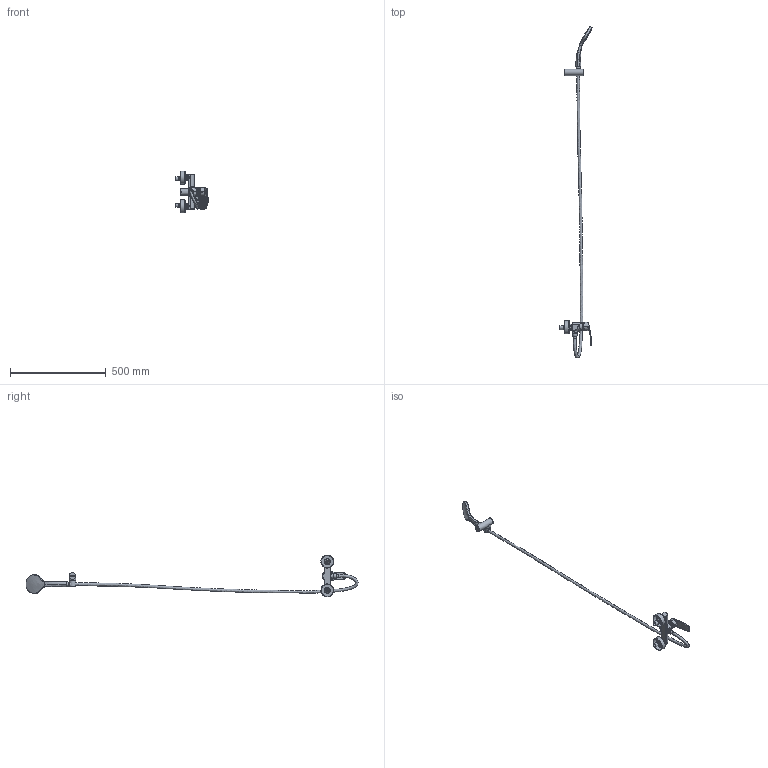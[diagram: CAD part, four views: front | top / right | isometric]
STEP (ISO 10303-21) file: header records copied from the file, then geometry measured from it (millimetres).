
FILE_DESCRIPTION (( 'STEP AP203' ), '1' );
FILE_NAME ('57D303577.STEP', '2020-06-16T10:41:27', ( '' ), ( '' ), 'SwSTEP 2.0', 'SolidWorks 2018', '' );
FILE_SCHEMA (( 'CONFIG_CONTROL_DESIGN' ));
Length unit declared in the file: millimetre
Products named in the file (1): 57D303577
Bounding box: 169.68 x 1734.42 x 217.87 mm (x, y, z)
Volume: 680392.7 mm3; surface area: 253143.6 mm2
Topology: 15 solids, 15 shells, 619 faces, 1424 edges, 944 vertices
Faces by surface type: plane 277, cylinder 211, bspline 60, cone 39, torus 27, sphere 5
Full cylindrical faces by diameter (mm): 4 x80, 6.8 x2, 8.8 x1, 9.5 x1, 10 x1, 14 x1, 15 x1, 15.6 x1, 15.7 x1, 16 x4, 17 x1, 17.8 x1, 18 x2, 18.4 x1, 18.8 x2, 19 x2, 19.5 x2, 20 x1, 20.5 x2, 20.7 x1, 20.8 x1, 20.95 x2, 21 x3, 22.5 x2, 24 x2, 24.088 x2, 24.5 x2, 26 x1, 26.44 x2, 30.5 x2
Entity records: 84658 total; most frequent: CARTESIAN_POINT 72579, DIRECTION 2269, ORIENTED_EDGE 2226, EDGE_CURVE 1113, AXIS2_PLACEMENT_3D 967, EDGE_LOOP 957, VERTEX_POINT 840, FACE_OUTER_BOUND 778
